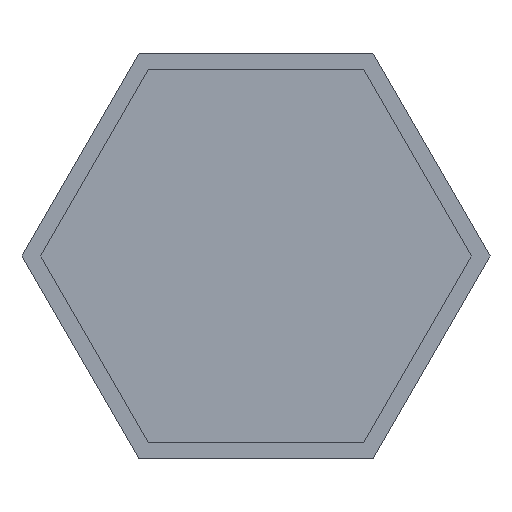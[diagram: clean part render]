
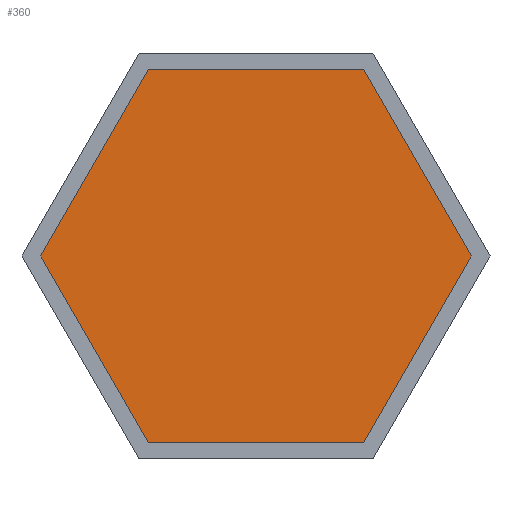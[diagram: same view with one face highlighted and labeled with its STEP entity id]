
A CAD part, front view. The second image highlights one B-rep face of the part: STEP entity #360.
In plain terms, the highlighted planar face has unit normal (0, -1, 0).
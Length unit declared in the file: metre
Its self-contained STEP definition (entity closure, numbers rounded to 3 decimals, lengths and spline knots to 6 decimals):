
#66=ORIENTED_EDGE('',*,*,#133,.F.);
#67=ORIENTED_EDGE('',*,*,#148,.F.);
#68=ORIENTED_EDGE('',*,*,#145,.F.);
#69=ORIENTED_EDGE('',*,*,#142,.F.);
#70=ORIENTED_EDGE('',*,*,#139,.F.);
#71=ORIENTED_EDGE('',*,*,#136,.F.);
#133=EDGE_CURVE('',#174,#176,#211,.T.);
#136=EDGE_CURVE('',#176,#178,#214,.T.);
#139=EDGE_CURVE('',#178,#180,#217,.T.);
#142=EDGE_CURVE('',#180,#182,#220,.T.);
#145=EDGE_CURVE('',#182,#184,#223,.T.);
#148=EDGE_CURVE('',#184,#174,#226,.T.);
#174=VERTEX_POINT('',#546);
#176=VERTEX_POINT('',#549);
#178=VERTEX_POINT('',#555);
#180=VERTEX_POINT('',#561);
#182=VERTEX_POINT('',#567);
#184=VERTEX_POINT('',#573);
#211=LINE('',#548,#259);
#214=LINE('',#554,#262);
#217=LINE('',#560,#265);
#220=LINE('',#566,#268);
#223=LINE('',#572,#271);
#226=LINE('',#578,#274);
#259=VECTOR('',#445,1.);
#262=VECTOR('',#450,1.);
#265=VECTOR('',#455,1.);
#268=VECTOR('',#460,1.);
#271=VECTOR('',#465,1.);
#274=VECTOR('',#470,1.);
#295=EDGE_LOOP('',(#66,#67,#68,#69,#70,#71));
#317=FACE_BOUND('',#295,.T.);
#339=PLANE('',#394);
#360=ADVANCED_FACE('',(#317),#339,.T.);
#394=AXIS2_PLACEMENT_3D('',#580,#472,#473);
#445=DIRECTION('',(-0.5,0.,-0.866));
#450=DIRECTION('',(-1.,0.,0.));
#455=DIRECTION('',(-0.5,0.,0.866));
#460=DIRECTION('',(0.5,0.,0.866));
#465=DIRECTION('',(1.,0.,0.));
#470=DIRECTION('',(0.5,0.,-0.866));
#472=DIRECTION('',(0.,-1.,0.));
#473=DIRECTION('',(1.,0.,0.));
#546=CARTESIAN_POINT('',(0.002656,-0.05,0.));
#548=CARTESIAN_POINT('',(0.001992,-0.05,-0.00115));
#549=CARTESIAN_POINT('',(0.001328,-0.05,-0.0023));
#554=CARTESIAN_POINT('',(0.,-0.05,-0.0023));
#555=CARTESIAN_POINT('',(-0.001328,-0.05,-0.0023));
#560=CARTESIAN_POINT('',(-0.001992,-0.05,-0.00115));
#561=CARTESIAN_POINT('',(-0.002656,-0.05,0.));
#566=CARTESIAN_POINT('',(-0.001992,-0.05,0.00115));
#567=CARTESIAN_POINT('',(-0.001328,-0.05,0.0023));
#572=CARTESIAN_POINT('',(0.,-0.05,0.0023));
#573=CARTESIAN_POINT('',(0.001328,-0.05,0.0023));
#578=CARTESIAN_POINT('',(0.001992,-0.05,0.00115));
#580=CARTESIAN_POINT('',(0.,-0.05,0.));
